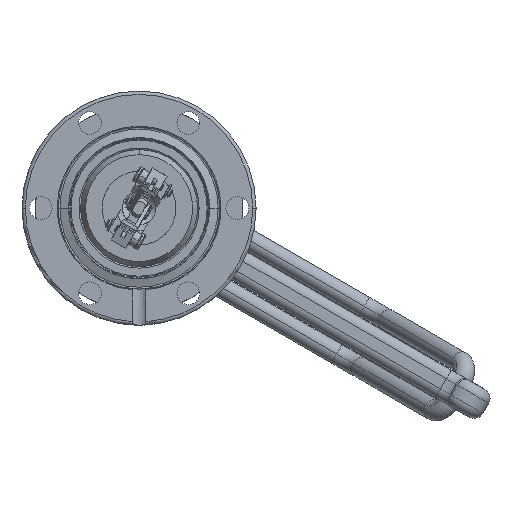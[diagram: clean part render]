
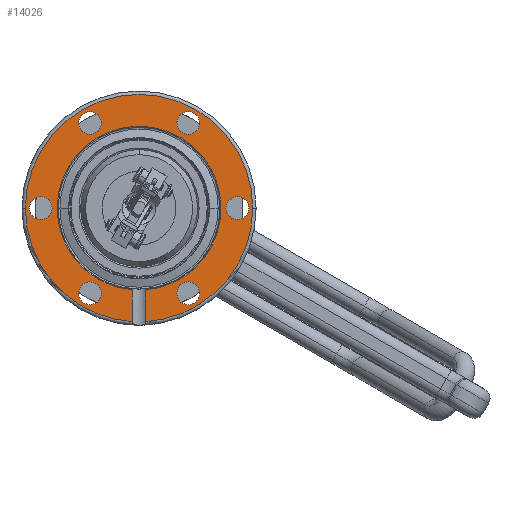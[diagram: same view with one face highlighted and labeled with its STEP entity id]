
A CAD part, left-side view. The second image highlights one B-rep face of the part: STEP entity #14026.
In plain terms, the highlighted planar face has unit normal (-1, 0, 0).
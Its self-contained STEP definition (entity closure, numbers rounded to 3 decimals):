
#2116=CARTESIAN_POINT('',(0.,0.,0.));
#2117=DIRECTION('',(1.,0.,0.));
#2118=DIRECTION('',(0.,0.06,-0.998));
#2119=AXIS2_PLACEMENT_3D('',#2116,#2117,#2118);
#2121=CARTESIAN_POINT('',(0.,0.,0.));
#2122=DIRECTION('',(1.,0.,0.));
#2123=DIRECTION('',(0.,1.,0.));
#2124=AXIS2_PLACEMENT_3D('',#2121,#2122,#2123);
#2126=CARTESIAN_POINT('',(0.,0.,0.));
#2127=DIRECTION('',(1.,0.,0.));
#2128=DIRECTION('',(0.,-1.,0.));
#2129=AXIS2_PLACEMENT_3D('',#2126,#2127,#2128);
#2131=CARTESIAN_POINT('',(0.,0.,0.));
#2132=DIRECTION('',(-1.,0.,0.));
#2133=DIRECTION('',(0.,-0.083,-0.997));
#2134=AXIS2_PLACEMENT_3D('',#2131,#2132,#2133);
#2136=CARTESIAN_POINT('',(0.,0.,0.));
#2137=DIRECTION('',(-1.,0.,0.));
#2138=DIRECTION('',(0.,-1.,0.));
#2139=AXIS2_PLACEMENT_3D('',#2136,#2137,#2138);
#2141=CARTESIAN_POINT('',(0.,0.,0.));
#2142=DIRECTION('',(-1.,0.,0.));
#2143=DIRECTION('',(0.,1.,0.));
#2144=AXIS2_PLACEMENT_3D('',#2141,#2142,#2143);
#2146=CARTESIAN_POINT('',(0.,29.35,0.));
#2147=DIRECTION('',(-1.,0.,0.));
#2148=DIRECTION('',(0.,0.5,-0.866));
#2149=AXIS2_PLACEMENT_3D('',#2146,#2147,#2148);
#2151=CARTESIAN_POINT('',(0.,29.35,0.));
#2152=DIRECTION('',(-1.,0.,0.));
#2153=DIRECTION('',(0.,-0.5,0.866));
#2154=AXIS2_PLACEMENT_3D('',#2151,#2152,#2153);
#2156=CARTESIAN_POINT('',(0.,14.675,-25.418));
#2157=DIRECTION('',(-1.,0.,0.));
#2158=DIRECTION('',(0.,-0.5,-0.866));
#2159=AXIS2_PLACEMENT_3D('',#2156,#2157,#2158);
#2161=CARTESIAN_POINT('',(0.,14.675,-25.418));
#2162=DIRECTION('',(-1.,0.,0.));
#2163=DIRECTION('',(0.,0.5,0.866));
#2164=AXIS2_PLACEMENT_3D('',#2161,#2162,#2163);
#2166=CARTESIAN_POINT('',(0.,-14.675,-25.418));
#2167=DIRECTION('',(-1.,0.,0.));
#2168=DIRECTION('',(0.,-1.,0.));
#2169=AXIS2_PLACEMENT_3D('',#2166,#2167,#2168);
#2171=CARTESIAN_POINT('',(0.,-14.675,-25.418));
#2172=DIRECTION('',(-1.,0.,0.));
#2173=DIRECTION('',(0.,1.,0.));
#2174=AXIS2_PLACEMENT_3D('',#2171,#2172,#2173);
#2176=CARTESIAN_POINT('',(0.,14.675,25.418));
#2177=DIRECTION('',(-1.,0.,0.));
#2178=DIRECTION('',(0.,1.,0.));
#2179=AXIS2_PLACEMENT_3D('',#2176,#2177,#2178);
#2181=CARTESIAN_POINT('',(0.,14.675,25.418));
#2182=DIRECTION('',(-1.,0.,0.));
#2183=DIRECTION('',(0.,-1.,0.));
#2184=AXIS2_PLACEMENT_3D('',#2181,#2182,#2183);
#2186=CARTESIAN_POINT('',(0.,-29.35,0.));
#2187=DIRECTION('',(-1.,0.,0.));
#2188=DIRECTION('',(0.,-0.5,0.866));
#2189=AXIS2_PLACEMENT_3D('',#2186,#2187,#2188);
#2191=CARTESIAN_POINT('',(0.,-29.35,0.));
#2192=DIRECTION('',(-1.,0.,0.));
#2193=DIRECTION('',(0.,0.5,-0.866));
#2194=AXIS2_PLACEMENT_3D('',#2191,#2192,#2193);
#2196=CARTESIAN_POINT('',(0.,-14.675,25.418));
#2197=DIRECTION('',(-1.,0.,0.));
#2198=DIRECTION('',(0.,0.5,0.866));
#2199=AXIS2_PLACEMENT_3D('',#2196,#2197,#2198);
#2201=CARTESIAN_POINT('',(0.,-14.675,25.418));
#2202=DIRECTION('',(-1.,0.,0.));
#2203=DIRECTION('',(0.,-0.5,-0.866));
#2204=AXIS2_PLACEMENT_3D('',#2201,#2202,#2203);
#2206=DIRECTION('',(0.,0.,1.));
#2207=VECTOR('',#2206,9.524);
#2208=CARTESIAN_POINT('',(0.,2.04,-33.889));
#2209=LINE('',#2208,#2207);
#2210=DIRECTION('',(0.,0.,-1.));
#2211=VECTOR('',#2210,9.524);
#2212=CARTESIAN_POINT('',(0.,-2.04,
-24.365));
#2213=LINE('',#2212,#2211);
#9397=CARTESIAN_POINT('',(0.,33.95,0.));
#9398=VERTEX_POINT('',#9397);
#9399=CARTESIAN_POINT('',(0.,-33.95,0.));
#9400=VERTEX_POINT('',#9399);
#9401=CARTESIAN_POINT('',(0.,2.04,
-33.889));
#9402=VERTEX_POINT('',#9401);
#9403=CARTESIAN_POINT('',(0.,-2.04,
-33.889));
#9404=VERTEX_POINT('',#9403);
#9405=CARTESIAN_POINT('',(0.,-2.04,
-24.365));
#9406=CARTESIAN_POINT('',(0.,-24.45,0.));
#9407=VERTEX_POINT('',#9405);
#9408=VERTEX_POINT('',#9406);
#9409=CARTESIAN_POINT('',(0.,24.45,0.));
#9410=VERTEX_POINT('',#9409);
#9411=CARTESIAN_POINT('',(0.,2.04,
-24.365));
#9412=VERTEX_POINT('',#9411);
#9413=CARTESIAN_POINT('',(0.,31.05,-2.944));
#9414=CARTESIAN_POINT('',(0.,27.65,2.944));
#9415=VERTEX_POINT('',#9413);
#9416=VERTEX_POINT('',#9414);
#9417=CARTESIAN_POINT('',(0.,12.975,-28.362));
#9418=CARTESIAN_POINT('',(0.,16.375,-22.473));
#9419=VERTEX_POINT('',#9417);
#9420=VERTEX_POINT('',#9418);
#9421=CARTESIAN_POINT('',(0.,-18.075,-25.418));
#9422=CARTESIAN_POINT('',(0.,-11.275,-25.418));
#9423=VERTEX_POINT('',#9421);
#9424=VERTEX_POINT('',#9422);
#9425=CARTESIAN_POINT('',(0.,18.075,25.418));
#9426=CARTESIAN_POINT('',(0.,11.275,25.418));
#9427=VERTEX_POINT('',#9425);
#9428=VERTEX_POINT('',#9426);
#9429=CARTESIAN_POINT('',(0.,-31.05,2.944));
#9430=CARTESIAN_POINT('',(0.,-27.65,-2.944));
#9431=VERTEX_POINT('',#9429);
#9432=VERTEX_POINT('',#9430);
#9433=CARTESIAN_POINT('',(0.,-12.975,28.362));
#9434=CARTESIAN_POINT('',(0.,-16.375,22.473));
#9435=VERTEX_POINT('',#9433);
#9436=VERTEX_POINT('',#9434);
#13970=CARTESIAN_POINT('',(0.,0.,0.031));
#13971=DIRECTION('',(1.,0.,0.));
#13972=DIRECTION('',(0.,-1.,0.));
#13973=AXIS2_PLACEMENT_3D('',#13970,#13971,#13972);
#13974=PLANE('',#13973);
#13976=ORIENTED_EDGE('',*,*,#13975,.F.);
#13977=ORIENTED_EDGE('',*,*,#13961,.T.);
#13978=ORIENTED_EDGE('',*,*,#13945,.T.);
#13979=ORIENTED_EDGE('',*,*,#13965,.T.);
#13981=ORIENTED_EDGE('',*,*,#13980,.F.);
#13983=ORIENTED_EDGE('',*,*,#13982,.T.);
#13985=ORIENTED_EDGE('',*,*,#13984,.T.);
#13987=ORIENTED_EDGE('',*,*,#13986,.T.);
#13988=EDGE_LOOP('',(#13976,#13977,#13978,#13979,#13981,#13983,#13985,#13987));
#13989=FACE_OUTER_BOUND('',#13988,.F.);
#13991=ORIENTED_EDGE('',*,*,#13990,.T.);
#13993=ORIENTED_EDGE('',*,*,#13992,.T.);
#13994=EDGE_LOOP('',(#13991,#13993));
#13995=FACE_BOUND('',#13994,.F.);
#13997=ORIENTED_EDGE('',*,*,#13996,.T.);
#13999=ORIENTED_EDGE('',*,*,#13998,.T.);
#14000=EDGE_LOOP('',(#13997,#13999));
#14001=FACE_BOUND('',#14000,.F.);
#14003=ORIENTED_EDGE('',*,*,#14002,.T.);
#14005=ORIENTED_EDGE('',*,*,#14004,.T.);
#14006=EDGE_LOOP('',(#14003,#14005));
#14007=FACE_BOUND('',#14006,.F.);
#14009=ORIENTED_EDGE('',*,*,#14008,.T.);
#14011=ORIENTED_EDGE('',*,*,#14010,.T.);
#14012=EDGE_LOOP('',(#14009,#14011));
#14013=FACE_BOUND('',#14012,.F.);
#14015=ORIENTED_EDGE('',*,*,#14014,.T.);
#14017=ORIENTED_EDGE('',*,*,#14016,.T.);
#14018=EDGE_LOOP('',(#14015,#14017));
#14019=FACE_BOUND('',#14018,.F.);
#14021=ORIENTED_EDGE('',*,*,#14020,.T.);
#14023=ORIENTED_EDGE('',*,*,#14022,.T.);
#14024=EDGE_LOOP('',(#14021,#14023));
#14025=FACE_BOUND('',#14024,.F.);
#14026=ADVANCED_FACE('',(#13989,#13995,#14001,#14007,#14013,#14019,#14025),
#13974,.F.);
#2120=CIRCLE('',#2119,33.95);
#2125=CIRCLE('',#2124,33.95);
#2130=CIRCLE('',#2129,33.95);
#2135=CIRCLE('',#2134,24.45);
#2140=CIRCLE('',#2139,24.45);
#2145=CIRCLE('',#2144,24.45);
#2150=CIRCLE('',#2149,3.4);
#2155=CIRCLE('',#2154,3.4);
#2160=CIRCLE('',#2159,3.4);
#2165=CIRCLE('',#2164,3.4);
#2170=CIRCLE('',#2169,3.4);
#2175=CIRCLE('',#2174,3.4);
#2180=CIRCLE('',#2179,3.4);
#2185=CIRCLE('',#2184,3.4);
#2190=CIRCLE('',#2189,3.4);
#2195=CIRCLE('',#2194,3.4);
#2200=CIRCLE('',#2199,3.4);
#2205=CIRCLE('',#2204,3.4);
#13945=EDGE_CURVE('',#9398,#9400,#2125,.T.);
#13961=EDGE_CURVE('',#9402,#9398,#2120,.T.);
#13965=EDGE_CURVE('',#9400,#9404,#2130,.T.);
#13975=EDGE_CURVE('',#9402,#9412,#2209,.T.);
#13980=EDGE_CURVE('',#9407,#9404,#2213,.T.);
#13982=EDGE_CURVE('',#9407,#9408,#2135,.T.);
#13984=EDGE_CURVE('',#9408,#9410,#2140,.T.);
#13986=EDGE_CURVE('',#9410,#9412,#2145,.T.);
#13990=EDGE_CURVE('',#9415,#9416,#2150,.T.);
#13992=EDGE_CURVE('',#9416,#9415,#2155,.T.);
#13996=EDGE_CURVE('',#9419,#9420,#2160,.T.);
#13998=EDGE_CURVE('',#9420,#9419,#2165,.T.);
#14002=EDGE_CURVE('',#9423,#9424,#2170,.T.);
#14004=EDGE_CURVE('',#9424,#9423,#2175,.T.);
#14008=EDGE_CURVE('',#9427,#9428,#2180,.T.);
#14010=EDGE_CURVE('',#9428,#9427,#2185,.T.);
#14014=EDGE_CURVE('',#9431,#9432,#2190,.T.);
#14016=EDGE_CURVE('',#9432,#9431,#2195,.T.);
#14020=EDGE_CURVE('',#9435,#9436,#2200,.T.);
#14022=EDGE_CURVE('',#9436,#9435,#2205,.T.);
